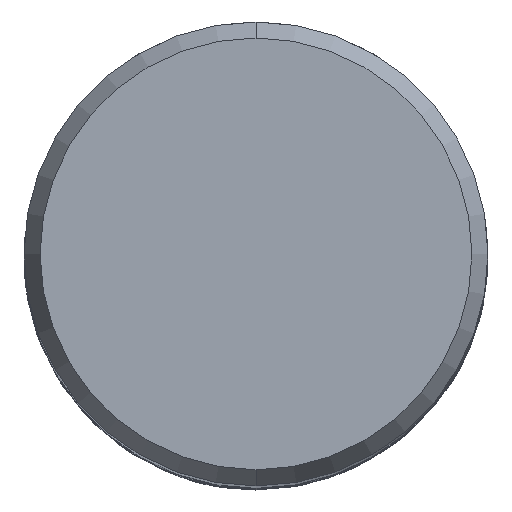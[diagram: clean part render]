
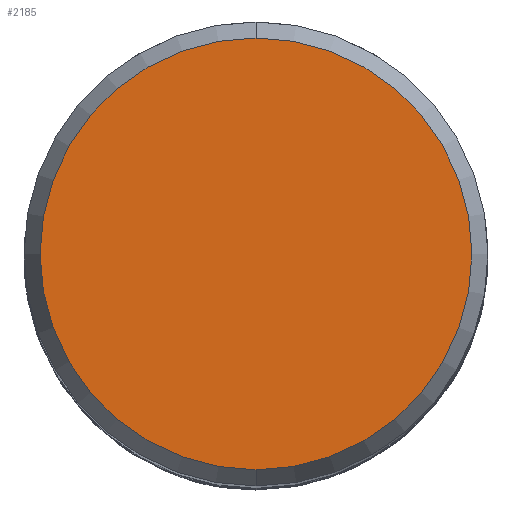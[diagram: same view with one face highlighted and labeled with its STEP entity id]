
A CAD part, top view. The second image highlights one B-rep face of the part: STEP entity #2185.
In plain terms, the highlighted planar face has unit normal (0, 0, 1).
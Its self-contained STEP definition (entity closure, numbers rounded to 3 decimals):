
#1107=EDGE_CURVE('',#1633,#2575,#2912,.T.);
#1633=VERTEX_POINT('',#3488);
#1793=EDGE_CURVE('',#2575,#1633,#3663,.T.);
#2185=ADVANCED_FACE('',(#4088),#4089,.T.);
#2575=VERTEX_POINT('',#4512);
#2912=CIRCLE('',#6255,9.307);
#3488=CARTESIAN_POINT('',(0.0,9.307,0.0));
#3663=CIRCLE('',#14279,9.307);
#4088=FACE_OUTER_BOUND('',#18039,.T.);
#4089=PLANE('',#18040);
#4512=CARTESIAN_POINT('',(0.,-9.307,0.0));
#6255=AXIS2_PLACEMENT_3D('',#23205,#23206,#23207);
#14279=AXIS2_PLACEMENT_3D('',#24012,#24013,#24014);
#18039=EDGE_LOOP('',(#24477,#24478));
#18040=AXIS2_PLACEMENT_3D('',#24479,#24480,#24481);
#23205=CARTESIAN_POINT('',(0.0,0.0,0.0));
#23206=DIRECTION('',(0.0,0.0,-1.0));
#23207=DIRECTION('',(0.0,1.0,0.0));
#24012=CARTESIAN_POINT('',(0.0,0.0,0.0));
#24013=DIRECTION('',(0.0,0.0,-1.0));
#24014=DIRECTION('',(0.0,1.0,0.0));
#24477=ORIENTED_EDGE('',*,*,#1107,.F.);
#24478=ORIENTED_EDGE('',*,*,#1793,.F.);
#24479=CARTESIAN_POINT('',(0.0,4.654,0.0));
#24480=DIRECTION('',(-0.0,0.0,1.0));
#24481=DIRECTION('',(0.0,-1.0,0.0));
